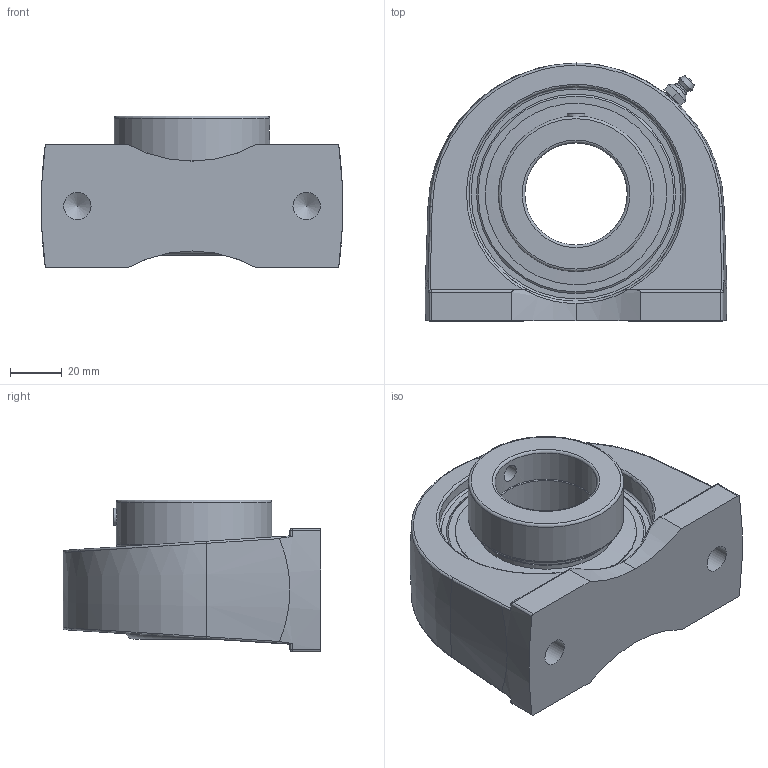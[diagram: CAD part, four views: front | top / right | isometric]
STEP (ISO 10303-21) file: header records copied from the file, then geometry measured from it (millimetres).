
FILE_DESCRIPTION(('HOOPS Exchange Step'),'2;1');
FILE_NAME('export-E809E95B-B60C-4712-9AE6-27B9BFBACF3B.stp','2019-12-13T15:33:58-08:00',('ibuslach'),('Alibre'),'HOOPS Exchange 2019.2','Alibre','Unknown authorisation');
FILE_SCHEMA( ('AP242_MANAGED_MODEL_BASED_3D_ENGINEERING_MIM_LF {1 0 10303 442 1 1 4 }') );
Length unit declared in the file: centimetre
Products named in the file (8): MRN SPA 208; UCP ZERK 6mm; SNC 208-25 COLLAR; SNC 208 SHIELD; SNC 207 SS; SNC 208-25 RACES; MRN SNC 208-25; MRN SNCPA 208-25
Assembly tree (8 placements, depth 3):
  MRN SNCPA 208-25
    MRN SPA 208
    UCP ZERK 6mm
    MRN SNC 208-25
      SNC 208-25 COLLAR
      SNC 208 SHIELD  x2
      SNC 207 SS
      SNC 208-25 RACES
Bounding box: 117 x 100 x 58.89 mm (x, y, z)
Volume: 271738.3 mm3; surface area: 80415.2 mm2
Topology: 8 solids, 8 shells, 178 faces, 483 edges, 311 vertices
Faces by surface type: cylinder 54, plane 50, torus 24, cone 22, bspline 16, sphere 12
Full cylindrical faces by diameter (mm): 2.509 x2, 6 x2, 6.782 x3, 10.592 x2, 39.688 x2, 48.768 x2, 52.387 x4, 53.149 x2, 60.3 x1, 67.035 x2, 70.358 x2, 83.195 x2
Entity records: 11433 total; most frequent: CARTESIAN_POINT 6983, DIRECTION 912, ORIENTED_EDGE 898, EDGE_CURVE 449, AXIS2_PLACEMENT_3D 392, VERTEX_POINT 297, CIRCLE 207, EDGE_LOOP 194
